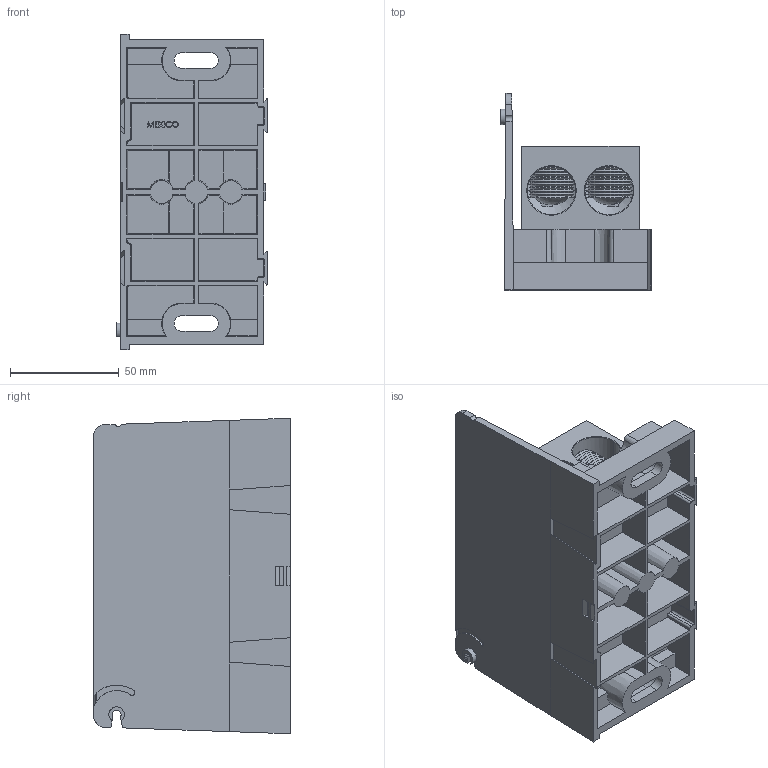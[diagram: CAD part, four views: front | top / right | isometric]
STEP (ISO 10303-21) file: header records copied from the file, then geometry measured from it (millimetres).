
FILE_DESCRIPTION (( 'STEP AP214' ), '1' );
FILE_NAME ('701941_adder_rev-.STEP', '2013-08-27T15:45:05', ( '' ), ( '' ), 'SwSTEP 2.0', 'SolidWorks 2013', '' );
FILE_SCHEMA (( 'AUTOMOTIVE_DESIGN' ));
Length unit declared in the file: inch
Products named in the file (1): 701941_adder_rev-
Bounding box: 69.22 x 90.17 x 144.78 mm (x, y, z)
Volume: 245884.6 mm3; surface area: 124884 mm2
Topology: 8 solids, 8 shells, 887 faces, 2200 edges, 1362 vertices
Faces by surface type: cone 334, plane 302, cylinder 210, bspline 21, torus 12, sphere 8
Entity records: 42411 total; most frequent: CARTESIAN_POINT 10554, ORIENTED_EDGE 4400, DIRECTION 4012, EDGE_CURVE 2200, AXIS2_PLACEMENT_3D 1386, VERTEX_POINT 1362, VECTOR 1240, LINE 1240
